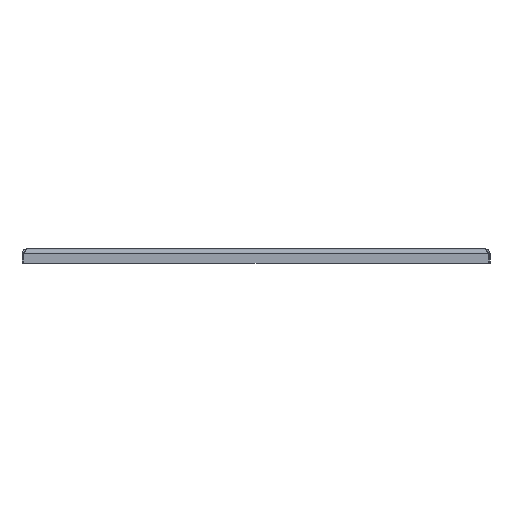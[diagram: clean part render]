
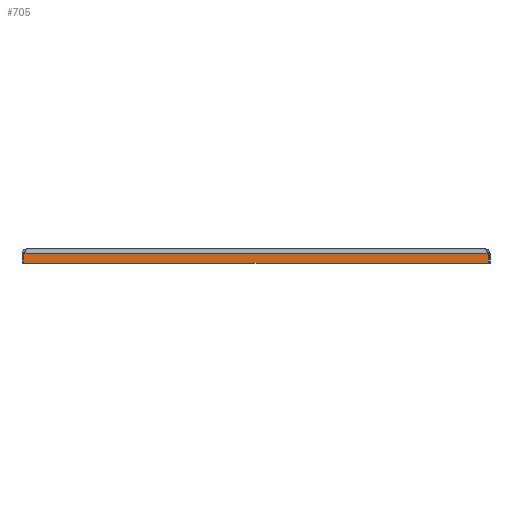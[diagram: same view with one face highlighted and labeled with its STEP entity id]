
A CAD part, left-side view. The second image highlights one B-rep face of the part: STEP entity #705.
In plain terms, the highlighted planar face has unit normal (-1, 0, 0).
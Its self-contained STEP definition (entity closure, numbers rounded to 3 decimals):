
#669=AXIS2_PLACEMENT_3D('Plane Axis2P3D',#666,#667,#668) ;
#666=CARTESIAN_POINT('Axis2P3D Location',(0.,197.5,10.5)) ;
#671=CARTESIAN_POINT('Line Origine',(0.,197.5,8.)) ;
#675=CARTESIAN_POINT('Vertex',(0.,1.5,8.)) ;
#677=CARTESIAN_POINT('Vertex',(0.,393.5,8.)) ;
#680=CARTESIAN_POINT('Line Origine',(0.,393.5,4.)) ;
#684=CARTESIAN_POINT('Vertex',(0.,393.5,0.)) ;
#687=CARTESIAN_POINT('Line Origine',(0.,197.5,0.)) ;
#691=CARTESIAN_POINT('Vertex',(0.,1.5,0.)) ;
#694=CARTESIAN_POINT('Line Origine',(0.,1.5,4.)) ;
#667=DIRECTION('Axis2P3D Direction',(-1.,0.,-0.)) ;
#668=DIRECTION('Axis2P3D XDirection',(0.,1.,0.)) ;
#672=DIRECTION('Vector Direction',(0.,1.,0.)) ;
#681=DIRECTION('Vector Direction',(0.,0.,-1.)) ;
#688=DIRECTION('Vector Direction',(0.,-1.,0.)) ;
#695=DIRECTION('Vector Direction',(0.,0.,1.)) ;
#673=VECTOR('Line Direction',#672,1.) ;
#682=VECTOR('Line Direction',#681,1.) ;
#689=VECTOR('Line Direction',#688,1.) ;
#696=VECTOR('Line Direction',#695,1.) ;
#700=ORIENTED_EDGE('',*,*,#679,.T.) ;
#701=ORIENTED_EDGE('',*,*,#686,.T.) ;
#702=ORIENTED_EDGE('',*,*,#693,.T.) ;
#703=ORIENTED_EDGE('',*,*,#698,.T.) ;
#705=ADVANCED_FACE('Koerper.2',(#704),#670,.T.) ;
#679=EDGE_CURVE('',#676,#678,#674,.T.) ;
#686=EDGE_CURVE('',#678,#685,#683,.T.) ;
#693=EDGE_CURVE('',#685,#692,#690,.T.) ;
#698=EDGE_CURVE('',#692,#676,#697,.T.) ;
#699=EDGE_LOOP('',(#700,#701,#702,#703)) ;
#704=FACE_OUTER_BOUND('',#699,.T.) ;
#674=LINE('Line',#671,#673) ;
#683=LINE('Line',#680,#682) ;
#690=LINE('Line',#687,#689) ;
#697=LINE('Line',#694,#696) ;
#670=PLANE('',#669) ;
#676=VERTEX_POINT('',#675) ;
#678=VERTEX_POINT('',#677) ;
#685=VERTEX_POINT('',#684) ;
#692=VERTEX_POINT('',#691) ;
